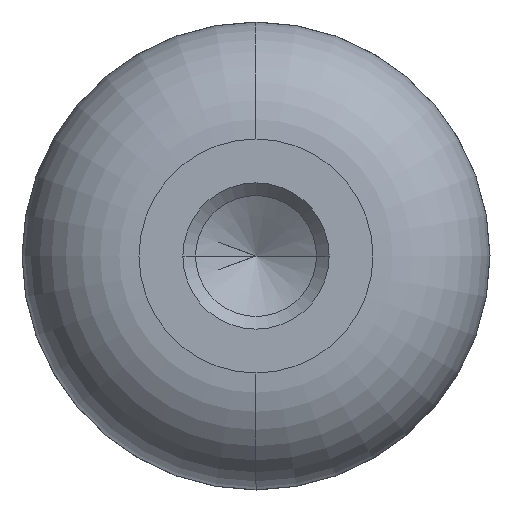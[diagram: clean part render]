
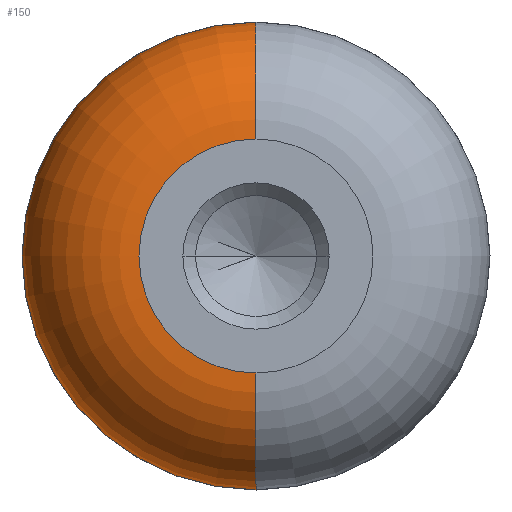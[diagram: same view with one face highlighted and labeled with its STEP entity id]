
A CAD part, left-side view. The second image highlights one B-rep face of the part: STEP entity #150.
In plain terms, the highlighted toroidal (fillet/blend) face has major radius 4 mm and minor radius 4 mm.
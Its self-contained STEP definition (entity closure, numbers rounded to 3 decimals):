
#150=ADVANCED_FACE('',(#411),#412,.T.);
#160=VERTEX_POINT('',#423);
#204=EDGE_CURVE('',#160,#268,#475,.T.);
#220=EDGE_CURVE('',#268,#286,#493,.T.);
#238=EDGE_CURVE('',#286,#384,#513,.T.);
#246=EDGE_CURVE('',#160,#262,#521,.T.);
#262=VERTEX_POINT('',#538);
#268=VERTEX_POINT('',#544);
#286=VERTEX_POINT('',#563);
#316=EDGE_CURVE('',#384,#356,#595,.T.);
#336=EDGE_CURVE('',#262,#356,#620,.T.);
#356=VERTEX_POINT('',#644);
#384=VERTEX_POINT('',#674);
#411=FACE_OUTER_BOUND('',#694,.T.);
#412=TOROIDAL_SURFACE('',#695,4.0,4.0);
#423=CARTESIAN_POINT('',(-16.0,0.,-4.0));
#475=CIRCLE('',#771,4.0);
#493=CIRCLE('',#793,6.284);
#513=CIRCLE('',#818,6.284);
#521=CIRCLE('',#830,4.0);
#538=CARTESIAN_POINT('',(-16.0,4.0,0.0));
#544=CARTESIAN_POINT('',(-8.716,0.,-6.284));
#563=CARTESIAN_POINT('',(-8.716,6.284,0.0));
#595=CIRCLE('',#929,4.0);
#620=CIRCLE('',#960,4.0);
#644=CARTESIAN_POINT('',(-16.0,0.,4.0));
#674=CARTESIAN_POINT('',(-8.716,0.,6.284));
#694=EDGE_LOOP('',(#1042,#1043,#1044,#1045,#1046,#1047));
#695=AXIS2_PLACEMENT_3D('',#1048,#1049,#1050);
#771=AXIS2_PLACEMENT_3D('',#1148,#1149,#1150);
#793=AXIS2_PLACEMENT_3D('',#1170,#1171,#1172);
#818=AXIS2_PLACEMENT_3D('',#1198,#1199,#1200);
#830=AXIS2_PLACEMENT_3D('',#1205,#1206,#1207);
#929=AXIS2_PLACEMENT_3D('',#1278,#1279,#1280);
#960=AXIS2_PLACEMENT_3D('',#1326,#1327,#1328);
#1042=ORIENTED_EDGE('',*,*,#204,.F.);
#1043=ORIENTED_EDGE('',*,*,#246,.T.);
#1044=ORIENTED_EDGE('',*,*,#336,.T.);
#1045=ORIENTED_EDGE('',*,*,#316,.F.);
#1046=ORIENTED_EDGE('',*,*,#238,.F.);
#1047=ORIENTED_EDGE('',*,*,#220,.F.);
#1048=CARTESIAN_POINT('',(-12.0,0.0,0.0));
#1049=DIRECTION('',(1.0,0.0,0.0));
#1050=DIRECTION('',(0.0,0.0,-1.0));
#1148=CARTESIAN_POINT('',(-12.0,0.,-4.0));
#1149=DIRECTION('',(0.0,-1.0,0.));
#1150=DIRECTION('',(0.0,0.,-1.0));
#1170=CARTESIAN_POINT('',(-8.716,0.0,0.0));
#1171=DIRECTION('',(1.0,0.0,0.0));
#1172=DIRECTION('',(0.0,1.0,0.0));
#1198=CARTESIAN_POINT('',(-8.716,0.0,0.0));
#1199=DIRECTION('',(1.0,0.0,0.0));
#1200=DIRECTION('',(0.0,1.0,0.0));
#1205=CARTESIAN_POINT('',(-16.0,0.0,0.0));
#1206=DIRECTION('',(1.0,0.0,0.0));
#1207=DIRECTION('',(0.0,1.0,0.0));
#1278=CARTESIAN_POINT('',(-12.0,0.,4.0));
#1279=DIRECTION('',(0.0,-1.0,0.));
#1280=DIRECTION('',(0.0,0.,1.0));
#1326=CARTESIAN_POINT('',(-16.0,0.0,0.0));
#1327=DIRECTION('',(1.0,0.0,0.0));
#1328=DIRECTION('',(0.0,1.0,0.0));
